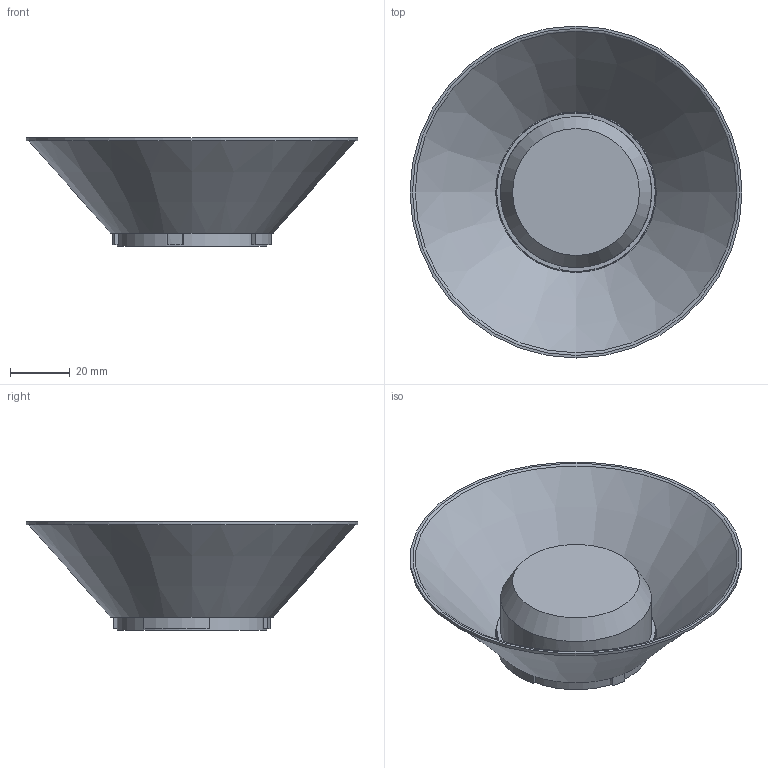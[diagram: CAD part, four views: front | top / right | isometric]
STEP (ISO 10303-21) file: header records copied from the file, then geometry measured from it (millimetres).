
FILE_DESCRIPTION(('STEP AP203'),'1');
FILE_NAME('111MM HYBRIDE REFLECTOR simplified form.step','2014-04-10T12:19:30',(' '),(' '),'Spatial InterOp 3D',' ',' ');
FILE_SCHEMA(('CONFIG_CONTROL_DESIGN'));
Length unit declared in the file: millimetre
Products named in the file (3): 1; 2; 3
Bounding box: 111 x 111 x 36.32 mm (x, y, z)
Volume: 43556.7 mm3; surface area: 35953.2 mm2
Topology: 3 solids, 3 shells, 51 faces, 120 edges, 80 vertices
Faces by surface type: plane 27, cylinder 16, cone 4, bspline 2, torus 2
Full cylindrical faces by diameter (mm): 3.1 x2, 5.8 x2, 26 x1, 50 x1, 50.4 x1, 53 x1, 53.2 x1, 111 x1
Entity records: 3589 total; most frequent: CARTESIAN_POINT 2329, DIRECTION 250, ORIENTED_EDGE 196, AXIS2_PLACEMENT_3D 104, EDGE_CURVE 98, EDGE_LOOP 80, VERTEX_POINT 74, FACE_OUTER_BOUND 63
